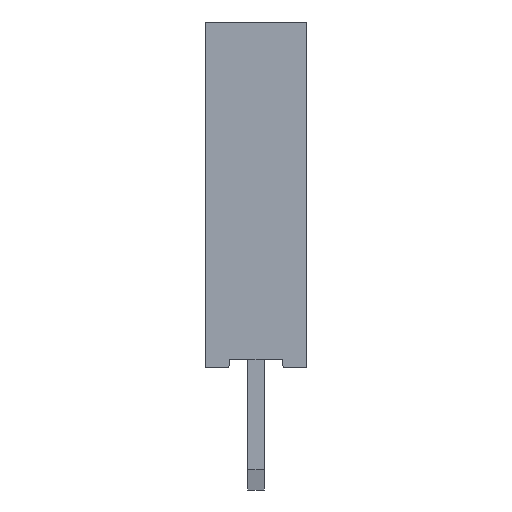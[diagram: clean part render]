
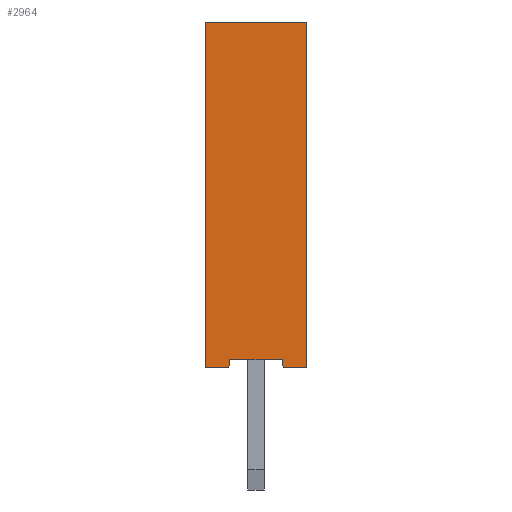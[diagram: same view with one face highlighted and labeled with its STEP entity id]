
A CAD part, front view. The second image highlights one B-rep face of the part: STEP entity #2964.
In plain terms, the highlighted planar face has unit normal (0, -1, 0).
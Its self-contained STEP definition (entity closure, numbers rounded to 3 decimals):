
#1028 = VERTEX_POINT('',#1029);
#1029 = CARTESIAN_POINT('',(-1.25,-62.23,0.));
#1035 = EDGE_CURVE('',#1036,#1028,#1038,.T.);
#1036 = VERTEX_POINT('',#1037);
#1037 = CARTESIAN_POINT('',(-0.75,-62.23,0.));
#1038 = LINE('',#1039,#1040);
#1039 = CARTESIAN_POINT('',(1.25,-62.23,0.));
#1040 = VECTOR('',#1041,1.);
#1041 = DIRECTION('',(-1.,0.,0.));
#1059 = EDGE_CURVE('',#1060,#1036,#1062,.T.);
#1060 = VERTEX_POINT('',#1061);
#1061 = CARTESIAN_POINT('',(-0.65,-62.23,0.1));
#1062 = CIRCLE('',#1063,0.1);
#1063 = AXIS2_PLACEMENT_3D('',#1064,#1065,#1066);
#1064 = CARTESIAN_POINT('',(-0.75,-62.23,0.1));
#1065 = DIRECTION('',(-0.,1.,0.));
#1066 = DIRECTION('',(1.,0.,0.));
#1084 = VERTEX_POINT('',#1085);
#1085 = CARTESIAN_POINT('',(-0.65,-62.23,0.2));
#1091 = EDGE_CURVE('',#1060,#1084,#1092,.T.);
#1092 = LINE('',#1093,#1094);
#1093 = CARTESIAN_POINT('',(-0.65,-62.23,0.1));
#1094 = VECTOR('',#1095,1.);
#1095 = DIRECTION('',(0.,0.,1.));
#1108 = VERTEX_POINT('',#1109);
#1109 = CARTESIAN_POINT('',(0.65,-62.23,0.2));
#1115 = EDGE_CURVE('',#1084,#1108,#1116,.T.);
#1116 = LINE('',#1117,#1118);
#1117 = CARTESIAN_POINT('',(0.95,-62.23,0.2));
#1118 = VECTOR('',#1119,1.);
#1119 = DIRECTION('',(1.,0.,0.));
#1982 = VERTEX_POINT('',#1983);
#1983 = CARTESIAN_POINT('',(0.65,-62.23,0.1));
#1989 = EDGE_CURVE('',#1108,#1982,#1990,.T.);
#1990 = LINE('',#1991,#1992);
#1991 = CARTESIAN_POINT('',(0.65,-62.23,0.05));
#1992 = VECTOR('',#1993,1.);
#1993 = DIRECTION('',(-0.,-0.,-1.));
#2006 = EDGE_CURVE('',#2007,#1982,#2009,.T.);
#2007 = VERTEX_POINT('',#2008);
#2008 = CARTESIAN_POINT('',(0.75,-62.23,0.));
#2009 = CIRCLE('',#2010,0.1);
#2010 = AXIS2_PLACEMENT_3D('',#2011,#2012,#2013);
#2011 = CARTESIAN_POINT('',(0.75,-62.23,0.1));
#2012 = DIRECTION('',(-0.,1.,0.));
#2013 = DIRECTION('',(1.,0.,0.));
#2031 = EDGE_CURVE('',#2032,#2007,#2034,.T.);
#2032 = VERTEX_POINT('',#2033);
#2033 = CARTESIAN_POINT('',(1.25,-62.23,0.));
#2034 = LINE('',#2035,#2036);
#2035 = CARTESIAN_POINT('',(1.25,-62.23,0.));
#2036 = VECTOR('',#2037,1.);
#2037 = DIRECTION('',(-1.,0.,0.));
#2055 = VERTEX_POINT('',#2056);
#2056 = CARTESIAN_POINT('',(1.25,-62.23,8.5));
#2062 = EDGE_CURVE('',#2032,#2055,#2063,.T.);
#2063 = LINE('',#2064,#2065);
#2064 = CARTESIAN_POINT('',(1.25,-62.23,0.));
#2065 = VECTOR('',#2066,1.);
#2066 = DIRECTION('',(0.,0.,1.));
#2079 = VERTEX_POINT('',#2080);
#2080 = CARTESIAN_POINT('',(-1.25,-62.23,8.5));
#2086 = EDGE_CURVE('',#2055,#2079,#2087,.T.);
#2087 = LINE('',#2088,#2089);
#2088 = CARTESIAN_POINT('',(1.25,-62.23,8.5));
#2089 = VECTOR('',#2090,1.);
#2090 = DIRECTION('',(-1.,0.,0.));
#2951 = EDGE_CURVE('',#1028,#2079,#2952,.T.);
#2952 = LINE('',#2953,#2954);
#2953 = CARTESIAN_POINT('',(-1.25,-62.23,0.));
#2954 = VECTOR('',#2955,1.);
#2955 = DIRECTION('',(0.,0.,1.));
#2964 = ADVANCED_FACE('',(#2965),#2977,.T.);
#2965 = FACE_BOUND('',#2966,.T.);
#2966 = EDGE_LOOP('',(#2967,#2968,#2969,#2970,#2971,#2972,#2973,#2974,
    #2975,#2976));
#2967 = ORIENTED_EDGE('',*,*,#2031,.F.);
#2968 = ORIENTED_EDGE('',*,*,#2062,.T.);
#2969 = ORIENTED_EDGE('',*,*,#2086,.T.);
#2970 = ORIENTED_EDGE('',*,*,#2951,.F.);
#2971 = ORIENTED_EDGE('',*,*,#1035,.F.);
#2972 = ORIENTED_EDGE('',*,*,#1059,.F.);
#2973 = ORIENTED_EDGE('',*,*,#1091,.T.);
#2974 = ORIENTED_EDGE('',*,*,#1115,.T.);
#2975 = ORIENTED_EDGE('',*,*,#1989,.T.);
#2976 = ORIENTED_EDGE('',*,*,#2006,.F.);
#2977 = PLANE('',#2978);
#2978 = AXIS2_PLACEMENT_3D('',#2979,#2980,#2981);
#2979 = CARTESIAN_POINT('',(1.25,-62.23,0.));
#2980 = DIRECTION('',(0.,-1.,0.));
#2981 = DIRECTION('',(-1.,0.,0.));
